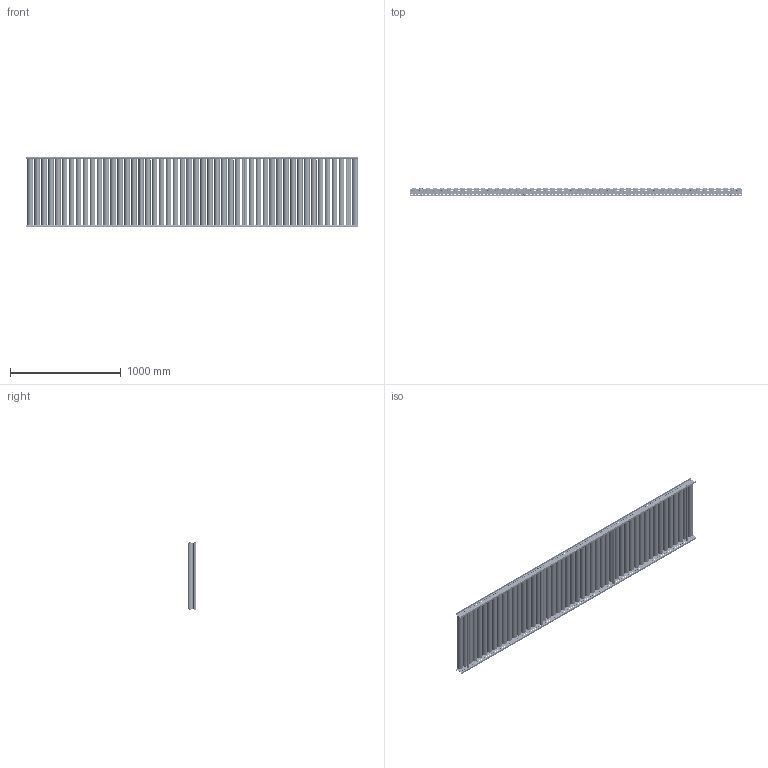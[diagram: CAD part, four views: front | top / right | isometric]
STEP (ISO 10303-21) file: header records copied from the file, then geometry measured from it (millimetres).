
FILE_DESCRIPTION (( 'STEP AP214' ), '1' );
FILE_NAME ('0052073.step', '2022-06-29T11:28:31', ( '' ), ( '' ), 'SwSTEP 2.0', 'SolidWorks 2020', '' );
FILE_SCHEMA (( 'AUTOMOTIVE_DESIGN' ));
Length unit declared in the file: millimetre
Products named in the file (15): Druckfeder_1,2x10x30; Profil_LRB-20x70x20x2_KFG_S109080_U-PROFIL-20-70-20-2-LRB-L=3000; 0017015_Tragrollenrohr-Ø50x2,8KU_KFG_L=580; Sicherungsring_DIN471_8x0.8_Circlip DIN 471 - 8 x 0.8; 0039778-Achse-ST-Ø08-KFG_AL620-G; 0052073; 0017015_Tragrollenrohr-Ø50x2,8KU_KFG_0017015_L=585; 0024178_Passscheibe_DIN988_12x18x1; S100994_Sperrzahnschraube_M08x16-8.8-A2K; Traversen_KFG_L600; 0026267_Typ-KUT100-50x2,8-8_Lageboden-schematisch; KUT100-50x2,8-KB-A12-IGM8-EL=KFG_S100914_KUT100-50x2,8-KB-A12-IGM8-EL=600; 0026266_Typ-KUT100-50x2,8-12; 0039780-Achse-ST-Ø12-KFG_IGM8-AL=600; KUT100-50x2,8-KB-A8-FA_KFG_0034516_KUT100-50x2,8-KB-A8-FA-EL=600
Assembly tree (83 placements, depth 3):
  0052073
    Profil_LRB-20x70x20x2_KFG_S109080_U-PROFIL-20-70-20-2-LRB-L=3000  x2
    KUT100-50x2,8-KB-A12-IGM8-EL=KFG_S100914_KUT100-50x2,8-KB-A12-IGM8-EL=600  x4
      0017015_Tragrollenrohr-Ø50x2,8KU_KFG_0017015_L=585
      0026266_Typ-KUT100-50x2,8-12
      0039780-Achse-ST-Ø12-KFG_IGM8-AL=600
      0024178_Passscheibe_DIN988_12x18x1
    S100994_Sperrzahnschraube_M08x16-8.8-A2K  x16
    Traversen_KFG_L600  x4
    KUT100-50x2,8-KB-A8-FA_KFG_0034516_KUT100-50x2,8-KB-A8-FA-EL=600  x44
      0026267_Typ-KUT100-50x2,8-8_Lageboden-schematisch
      0039778-Achse-ST-Ø08-KFG_AL620-G
      0017015_Tragrollenrohr-Ø50x2,8KU_KFG_L=580
      Druckfeder_1,2x10x30
      Sicherungsring_DIN471_8x0.8_Circlip DIN 471 - 8 x 0.8
Bounding box: 3000 x 80 x 640 mm (x, y, z)
Volume: 17369425.8 mm3; surface area: 12657665.8 mm2
Topology: 722 solids, 722 shells, 13708 faces, 33688 edges, 21360 vertices
Faces by surface type: cylinder 6424, plane 3468, torus 1520, cone 1280, sphere 928, bspline 88
Entity records: 63021 total; most frequent: CARTESIAN_POINT 14595, DIRECTION 9781, ORIENTED_EDGE 8376, AXIS2_PLACEMENT_3D 4260, EDGE_CURVE 4188, VERTEX_POINT 2764, CIRCLE 2657, EDGE_LOOP 2516
